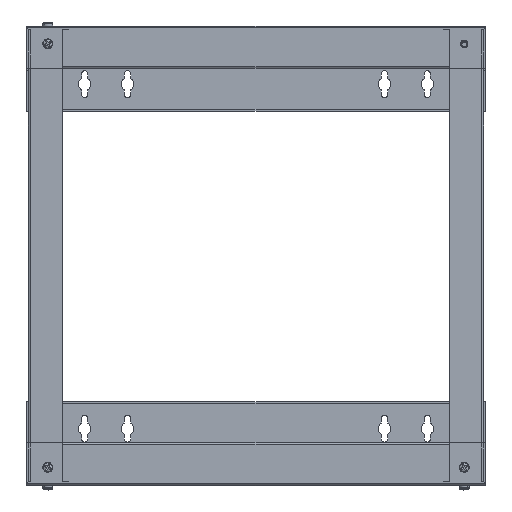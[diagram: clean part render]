
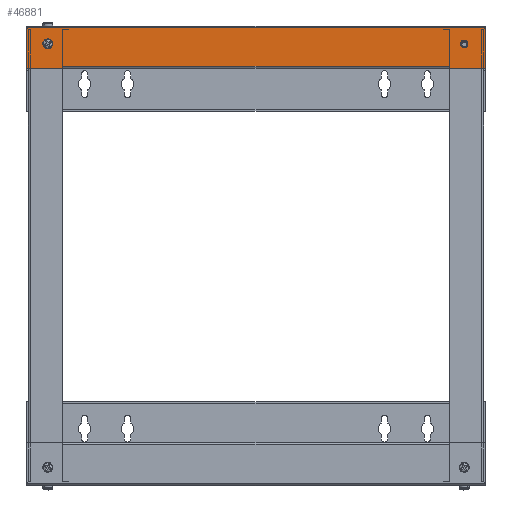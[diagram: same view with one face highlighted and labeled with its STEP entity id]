
A CAD part, top view. The second image highlights one B-rep face of the part: STEP entity #46881.
In plain terms, the highlighted face is planar.
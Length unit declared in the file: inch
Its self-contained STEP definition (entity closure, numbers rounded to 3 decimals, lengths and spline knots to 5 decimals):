
#190 = ORIENTED_EDGE ( 'NONE', *, *, #2709, .T. ) ;
#332 = CARTESIAN_POINT ( 'NONE',  ( 0.11811, 0.62008, -9.88878 ) ) ;
#340 = EDGE_CURVE ( 'NONE', #16345, #36956, #12703, .T. ) ;
#1821 = LINE ( 'NONE', #29585, #57380 ) ;
#1981 = CARTESIAN_POINT ( 'NONE',  ( 18.85827, 0.62008, -8.83366 ) ) ;
#2457 = ORIENTED_EDGE ( 'NONE', *, *, #27135, .T. ) ;
#2594 = ORIENTED_EDGE ( 'NONE', *, *, #65928, .F. ) ;
#2709 = EDGE_CURVE ( 'NONE', #16345, #46519, #25888, .T. ) ;
#4389 = LINE ( 'NONE', #14014, #37698 ) ;
#4717 = VERTEX_POINT ( 'NONE', #65917 ) ;
#4929 = DIRECTION ( 'NONE',  ( 0., 0., -1. ) ) ;
#6165 = VECTOR ( 'NONE', #63827, 39.37008 ) ;
#7963 = CARTESIAN_POINT ( 'NONE',  ( 0.7874, 0.62008, -10.71555 ) ) ;
#8060 = VERTEX_POINT ( 'NONE', #65042 ) ;
#8268 = ORIENTED_EDGE ( 'NONE', *, *, #340, .F. ) ;
#8502 = DIRECTION ( 'NONE',  ( 1., 0., 0. ) ) ;
#8650 = CARTESIAN_POINT ( 'NONE',  ( 0.82677, 0.62008, -10.71555 ) ) ;
#8920 = EDGE_CURVE ( 'NONE', #4717, #17792, #25140, .T. ) ;
#9425 = PLANE ( 'NONE',  #69599 ) ;
#9520 = CARTESIAN_POINT ( 'NONE',  ( 9.84252, 0.62008, -8.74705 ) ) ;
#9988 = LINE ( 'NONE', #15663, #25101 ) ;
#10110 = DIRECTION ( 'NONE',  ( 0., -1., 0. ) ) ;
#11096 = ORIENTED_EDGE ( 'NONE', *, *, #8920, .T. ) ;
#11357 = EDGE_CURVE ( 'NONE', #56157, #63639, #40822, .T. ) ;
#11371 = CARTESIAN_POINT ( 'NONE',  ( -0.86614, 0.62008, -8.74705 ) ) ;
#11957 = LINE ( 'NONE', #29759, #50998 ) ;
#12317 = DIRECTION ( 'NONE',  ( 0., 0., 1. ) ) ;
#12576 = CARTESIAN_POINT ( 'NONE',  ( 18.89764, 0.62008, -8.87303 ) ) ;
#12703 = LINE ( 'NONE', #34806, #55767 ) ;
#12846 = EDGE_CURVE ( 'NONE', #4717, #25746, #9988, .T. ) ;
#14014 = CARTESIAN_POINT ( 'NONE',  ( 20.55118, 0.62008, -10.71555 ) ) ;
#15345 = VERTEX_POINT ( 'NONE', #68374 ) ;
#15663 = CARTESIAN_POINT ( 'NONE',  ( 20.55118, 0.62008, -10.62894 ) ) ;
#16286 = ORIENTED_EDGE ( 'NONE', *, *, #12846, .F. ) ;
#16345 = VERTEX_POINT ( 'NONE', #55236 ) ;
#17729 = CARTESIAN_POINT ( 'NONE',  ( 0.7874, 0.62008, -8.74705 ) ) ;
#17792 = VERTEX_POINT ( 'NONE', #11371 ) ;
#17830 = DIRECTION ( 'NONE',  ( 0., 1., 0. ) ) ;
#18247 = CIRCLE ( 'NONE', #46746, 0.12795 ) ;
#19979 = EDGE_CURVE ( 'NONE', #26143, #58155, #28216, .T. ) ;
#20039 = ORIENTED_EDGE ( 'NONE', *, *, #48523, .T. ) ;
#20055 = VECTOR ( 'NONE', #58281, 39.37008 ) ;
#20756 = VECTOR ( 'NONE', #12317, 39.37008 ) ;
#20871 = VECTOR ( 'NONE', #52562, 39.37008 ) ;
#21275 = DIRECTION ( 'NONE',  ( 0., 1., 0. ) ) ;
#21673 = DIRECTION ( 'NONE',  ( 0., -1., 0. ) ) ;
#21680 = CARTESIAN_POINT ( 'NONE',  ( 9.84252, 0.62008, -8.87303 ) ) ;
#22507 = VERTEX_POINT ( 'NONE', #1981 ) ;
#24400 = ORIENTED_EDGE ( 'NONE', *, *, #19979, .T. ) ;
#24962 = VECTOR ( 'NONE', #57620, 39.37008 ) ;
#25101 = VECTOR ( 'NONE', #37414, 39.37008 ) ;
#25140 = LINE ( 'NONE', #68585, #20871 ) ;
#25229 = CARTESIAN_POINT ( 'NONE',  ( -0.08679, 0.62008, -9.77936 ) ) ;
#25447 = FACE_BOUND ( 'NONE', #30419, .T. ) ;
#25719 = VERTEX_POINT ( 'NONE', #65578 ) ;
#25746 = VERTEX_POINT ( 'NONE', #57735 ) ;
#25888 = LINE ( 'NONE', #9520, #24962 ) ;
#26143 = VERTEX_POINT ( 'NONE', #25229 ) ;
#27135 = EDGE_CURVE ( 'NONE', #46519, #25746, #4389, .T. ) ;
#28216 = CIRCLE ( 'NONE', #36227, 0.23228 ) ;
#28421 = CARTESIAN_POINT ( 'NONE',  ( 0.32301, 0.62008, -9.9982 ) ) ;
#29446 = DIRECTION ( 'NONE',  ( 0., 0., -1. ) ) ;
#29585 = CARTESIAN_POINT ( 'NONE',  ( 0.82677, 0.62008, -8.83366 ) ) ;
#29759 = CARTESIAN_POINT ( 'NONE',  ( 9.84252, 0.62008, -8.87303 ) ) ;
#29973 = CARTESIAN_POINT ( 'NONE',  ( 19.56693, 0.62008, -9.88878 ) ) ;
#30419 = EDGE_LOOP ( 'NONE', ( #34981, #55285 ) ) ;
#32076 = EDGE_CURVE ( 'NONE', #50214, #25719, #54825, .T. ) ;
#32578 = CARTESIAN_POINT ( 'NONE',  ( 19.56693, 0.62008, -10.01673 ) ) ;
#33866 = DIRECTION ( 'NONE',  ( 1., 0., 0. ) ) ;
#34806 = CARTESIAN_POINT ( 'NONE',  ( 18.89764, 0.62008, -10.71555 ) ) ;
#34981 = ORIENTED_EDGE ( 'NONE', *, *, #11357, .F. ) ;
#36193 = EDGE_CURVE ( 'NONE', #8060, #50214, #63482, .T. ) ;
#36227 = AXIS2_PLACEMENT_3D ( 'NONE', #332, #21673, #48452 ) ;
#36354 = EDGE_CURVE ( 'NONE', #8060, #22507, #1821, .T. ) ;
#36498 = FACE_OUTER_BOUND ( 'NONE', #54178, .T. ) ;
#36956 = VERTEX_POINT ( 'NONE', #12576 ) ;
#37414 = DIRECTION ( 'NONE',  ( 1., 0., 0. ) ) ;
#37698 = VECTOR ( 'NONE', #58864, 39.37008 ) ;
#37761 = VERTEX_POINT ( 'NONE', #17729 ) ;
#39516 = CARTESIAN_POINT ( 'NONE',  ( 0.82677, 0.62008, -8.87303 ) ) ;
#40053 = AXIS2_PLACEMENT_3D ( 'NONE', #58370, #47369, #70098 ) ;
#40532 = CARTESIAN_POINT ( 'NONE',  ( 20.55118, 0.62008, -8.74705 ) ) ;
#40822 = CIRCLE ( 'NONE', #59000, 0.12795 ) ;
#40826 = EDGE_LOOP ( 'NONE', ( #24400, #66519 ) ) ;
#40917 = LINE ( 'NONE', #57287, #59465 ) ;
#41842 = FACE_BOUND ( 'NONE', #40826, .T. ) ;
#43716 = LINE ( 'NONE', #7963, #20756 ) ;
#44771 = ORIENTED_EDGE ( 'NONE', *, *, #36193, .F. ) ;
#46519 = VERTEX_POINT ( 'NONE', #40532 ) ;
#46746 = AXIS2_PLACEMENT_3D ( 'NONE', #29973, #17830, #68057 ) ;
#46881 = ADVANCED_FACE ( 'NONE', ( #25447, #41842, #36498 ), #9425, .F. ) ;
#46919 = CARTESIAN_POINT ( 'NONE',  ( 19.56693, 0.62008, -9.76083 ) ) ;
#46951 = ORIENTED_EDGE ( 'NONE', *, *, #32076, .F. ) ;
#47369 = DIRECTION ( 'NONE',  ( 0., -1., 0. ) ) ;
#48452 = DIRECTION ( 'NONE',  ( -0.882, 0., 0.471 ) ) ;
#48523 = EDGE_CURVE ( 'NONE', #17792, #37761, #40917, .T. ) ;
#48643 = EDGE_CURVE ( 'NONE', #25719, #37761, #43716, .T. ) ;
#49348 = ORIENTED_EDGE ( 'NONE', *, *, #53836, .F. ) ;
#50074 = DIRECTION ( 'NONE',  ( -1., 0., 0. ) ) ;
#50214 = VERTEX_POINT ( 'NONE', #39516 ) ;
#50539 = ORIENTED_EDGE ( 'NONE', *, *, #48643, .F. ) ;
#50998 = VECTOR ( 'NONE', #50074, 39.37008 ) ;
#52562 = DIRECTION ( 'NONE',  ( 0., 0., 1. ) ) ;
#52589 = CARTESIAN_POINT ( 'NONE',  ( 18.85827, 0.62008, -10.71555 ) ) ;
#52946 = VECTOR ( 'NONE', #65143, 39.37008 ) ;
#53722 = CARTESIAN_POINT ( 'NONE',  ( 19.56693, 0.62008, -9.88878 ) ) ;
#53836 = EDGE_CURVE ( 'NONE', #36956, #15345, #11957, .T. ) ;
#54178 = EDGE_LOOP ( 'NONE', ( #50539, #46951, #44771, #61034, #2594, #49348, #8268, #190, #2457, #16286, #11096, #20039 ) ) ;
#54825 = LINE ( 'NONE', #21680, #52946 ) ;
#55236 = CARTESIAN_POINT ( 'NONE',  ( 18.89764, 0.62008, -8.74705 ) ) ;
#55285 = ORIENTED_EDGE ( 'NONE', *, *, #59520, .F. ) ;
#55767 = VECTOR ( 'NONE', #29446, 39.37008 ) ;
#56157 = VERTEX_POINT ( 'NONE', #32578 ) ;
#57287 = CARTESIAN_POINT ( 'NONE',  ( 9.84252, 0.62008, -8.74705 ) ) ;
#57380 = VECTOR ( 'NONE', #33866, 39.37008 ) ;
#57620 = DIRECTION ( 'NONE',  ( 1., 0., 0. ) ) ;
#57735 = CARTESIAN_POINT ( 'NONE',  ( 20.55118, 0.62008, -10.62894 ) ) ;
#58155 = VERTEX_POINT ( 'NONE', #28421 ) ;
#58281 = DIRECTION ( 'NONE',  ( 0., 0., 1. ) ) ;
#58370 = CARTESIAN_POINT ( 'NONE',  ( 0.11811, 0.62008, -9.88878 ) ) ;
#58864 = DIRECTION ( 'NONE',  ( 0., 0., -1. ) ) ;
#59000 = AXIS2_PLACEMENT_3D ( 'NONE', #53722, #21275, #4929 ) ;
#59465 = VECTOR ( 'NONE', #8502, 39.37008 ) ;
#59520 = EDGE_CURVE ( 'NONE', #63639, #56157, #18247, .T. ) ;
#61034 = ORIENTED_EDGE ( 'NONE', *, *, #36354, .T. ) ;
#61888 = EDGE_CURVE ( 'NONE', #58155, #26143, #63951, .T. ) ;
#63482 = LINE ( 'NONE', #8650, #6165 ) ;
#63636 = LINE ( 'NONE', #52589, #20055 ) ;
#63639 = VERTEX_POINT ( 'NONE', #46919 ) ;
#63827 = DIRECTION ( 'NONE',  ( 0., 0., -1. ) ) ;
#63951 = CIRCLE ( 'NONE', #40053, 0.23228 ) ;
#65042 = CARTESIAN_POINT ( 'NONE',  ( 0.82677, 0.62008, -8.83366 ) ) ;
#65143 = DIRECTION ( 'NONE',  ( -1., 0., 0. ) ) ;
#65578 = CARTESIAN_POINT ( 'NONE',  ( 0.7874, 0.62008, -8.87303 ) ) ;
#65917 = CARTESIAN_POINT ( 'NONE',  ( -0.86614, 0.62008, -10.62894 ) ) ;
#65928 = EDGE_CURVE ( 'NONE', #15345, #22507, #63636, .T. ) ;
#66519 = ORIENTED_EDGE ( 'NONE', *, *, #61888, .T. ) ;
#68057 = DIRECTION ( 'NONE',  ( 0., 0., -1. ) ) ;
#68374 = CARTESIAN_POINT ( 'NONE',  ( 18.85827, 0.62008, -8.87303 ) ) ;
#68585 = CARTESIAN_POINT ( 'NONE',  ( -0.86614, 0.62008, -10.71555 ) ) ;
#69599 = AXIS2_PLACEMENT_3D ( 'NONE', #69937, #10110, #70293 ) ;
#69937 = CARTESIAN_POINT ( 'NONE',  ( 9.84252, 0.62008, -10.71555 ) ) ;
#70098 = DIRECTION ( 'NONE',  ( -0.882, 0., 0.471 ) ) ;
#70293 = DIRECTION ( 'NONE',  ( 0., 0., -1. ) ) ;
